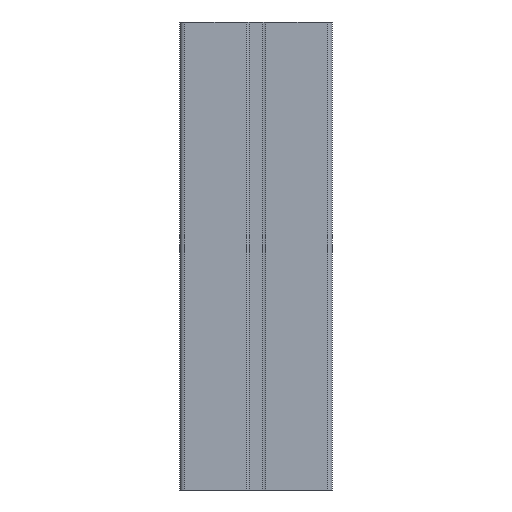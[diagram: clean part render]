
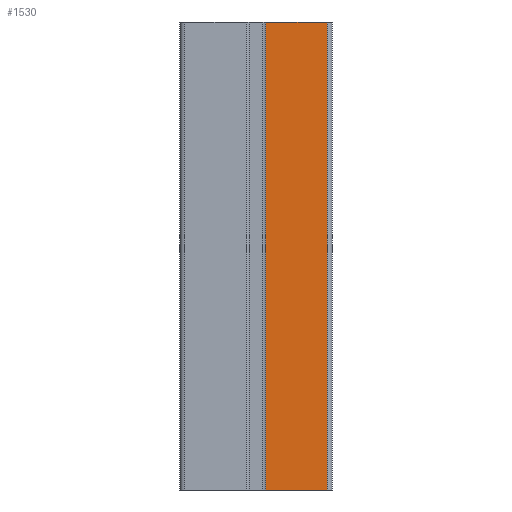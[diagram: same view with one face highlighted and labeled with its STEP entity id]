
A CAD part, left-side view. The second image highlights one B-rep face of the part: STEP entity #1530.
In plain terms, the highlighted planar face has unit normal (-1, 0, 0).
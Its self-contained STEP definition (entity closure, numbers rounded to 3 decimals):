
#102=FACE_OUTER_BOUND('',#182,.T.);
#182=EDGE_LOOP('',(#1223,#1224,#1225,#1226));
#281=LINE('',#2281,#469);
#329=LINE('',#2405,#517);
#350=LINE('',#2458,#538);
#372=LINE('',#2521,#560);
#469=VECTOR('',#1828,10.);
#517=VECTOR('',#1924,10.);
#538=VECTOR('',#1959,10.);
#560=VECTOR('',#2003,10.);
#658=VERTEX_POINT('',#2278);
#659=VERTEX_POINT('',#2280);
#711=VERTEX_POINT('',#2404);
#736=VERTEX_POINT('',#2457);
#819=EDGE_CURVE('',#658,#659,#281,.T.);
#881=EDGE_CURVE('',#711,#659,#329,.T.);
#908=EDGE_CURVE('',#736,#711,#350,.T.);
#940=EDGE_CURVE('',#658,#736,#372,.T.);
#1223=ORIENTED_EDGE('',*,*,#881,.T.);
#1224=ORIENTED_EDGE('',*,*,#819,.F.);
#1225=ORIENTED_EDGE('',*,*,#940,.T.);
#1226=ORIENTED_EDGE('',*,*,#908,.T.);
#1468=PLANE('',#1684);
#1530=ADVANCED_FACE('',(#102),#1468,.T.);
#1684=AXIS2_PLACEMENT_3D('',#2520,#2001,#2002);
#1828=DIRECTION('',(0.,1.,0.));
#1924=DIRECTION('',(0.,0.,-1.));
#1959=DIRECTION('',(0.,1.,0.));
#2001=DIRECTION('center_axis',(-1.,0.,0.));
#2002=DIRECTION('ref_axis',(0.,-1.,0.));
#2003=DIRECTION('',(0.,0.,1.));
#2278=CARTESIAN_POINT('',(-32.5,-30.5,0.));
#2280=CARTESIAN_POINT('',(-32.5,-4.1,0.));
#2281=CARTESIAN_POINT('',(-32.5,15.25,0.));
#2404=CARTESIAN_POINT('',(-32.5,-4.1,200.));
#2405=CARTESIAN_POINT('',(-32.5,-4.1,0.));
#2457=CARTESIAN_POINT('',(-32.5,-30.5,200.));
#2458=CARTESIAN_POINT('',(-32.5,15.25,200.));
#2520=CARTESIAN_POINT('Origin',(-32.5,30.5,0.));
#2521=CARTESIAN_POINT('',(-32.5,-30.5,0.));
